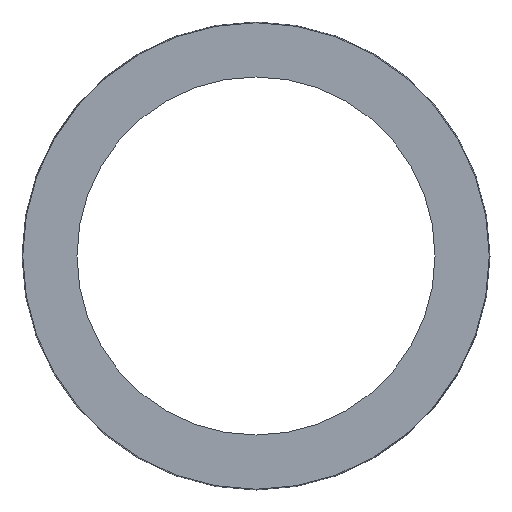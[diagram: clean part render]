
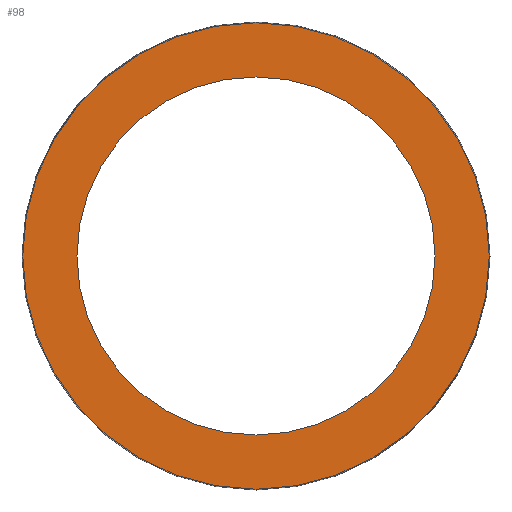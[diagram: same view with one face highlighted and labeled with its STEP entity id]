
A CAD part, front view. The second image highlights one B-rep face of the part: STEP entity #98.
In plain terms, the highlighted planar face has unit normal (0, -1, 0).
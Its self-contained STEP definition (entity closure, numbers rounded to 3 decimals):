
#3 = VERTEX_POINT ( 'NONE', #169 ) ;
#5 = EDGE_CURVE ( 'NONE', #72, #91, #45, .T. ) ;
#10 = DIRECTION ( 'NONE',  ( 0., -1., 0. ) ) ;
#11 = CARTESIAN_POINT ( 'NONE',  ( 0., 0., -22.15 ) ) ;
#15 = CIRCLE ( 'NONE', #131, 17. ) ;
#25 = FACE_BOUND ( 'NONE', #26, .T. ) ;
#26 = EDGE_LOOP ( 'NONE', ( #147, #128 ) ) ;
#27 = DIRECTION ( 'NONE',  ( 0., 0., -1. ) ) ;
#29 = DIRECTION ( 'NONE',  ( 0., -1., 0. ) ) ;
#30 = EDGE_CURVE ( 'NONE', #91, #72, #137, .T. ) ;
#31 = DIRECTION ( 'NONE',  ( 0., 0., -1. ) ) ;
#35 = DIRECTION ( 'NONE',  ( 0., 1., 0. ) ) ;
#45 = CIRCLE ( 'NONE', #155, 22.15 ) ;
#50 = DIRECTION ( 'NONE',  ( 0., 0., -1. ) ) ;
#51 = CARTESIAN_POINT ( 'NONE',  ( 0., 0., 17. ) ) ;
#65 = EDGE_CURVE ( 'NONE', #3, #222, #112, .T. ) ;
#66 = CARTESIAN_POINT ( 'NONE',  ( 0., 0., 0. ) ) ;
#70 = DIRECTION ( 'NONE',  ( 0., 0., 1. ) ) ;
#72 = VERTEX_POINT ( 'NONE', #224 ) ;
#78 = EDGE_CURVE ( 'NONE', #222, #3, #15, .T. ) ;
#91 = VERTEX_POINT ( 'NONE', #11 ) ;
#94 = AXIS2_PLACEMENT_3D ( 'NONE', #102, #29, #31 ) ;
#98 = ADVANCED_FACE ( 'NONE', ( #25, #245 ), #223, .F. ) ;
#102 = CARTESIAN_POINT ( 'NONE',  ( 0., 0., 0. ) ) ;
#112 = CIRCLE ( 'NONE', #138, 17. ) ;
#120 = ORIENTED_EDGE ( 'NONE', *, *, #30, .T. ) ;
#128 = ORIENTED_EDGE ( 'NONE', *, *, #78, .F. ) ;
#130 = CARTESIAN_POINT ( 'NONE',  ( -22.15, 0., 0. ) ) ;
#131 = AXIS2_PLACEMENT_3D ( 'NONE', #204, #171, #210 ) ;
#137 = CIRCLE ( 'NONE', #94, 22.15 ) ;
#138 = AXIS2_PLACEMENT_3D ( 'NONE', #226, #144, #50 ) ;
#144 = DIRECTION ( 'NONE',  ( 0., -1., 0. ) ) ;
#145 = AXIS2_PLACEMENT_3D ( 'NONE', #130, #35, #70 ) ;
#147 = ORIENTED_EDGE ( 'NONE', *, *, #65, .F. ) ;
#155 = AXIS2_PLACEMENT_3D ( 'NONE', #66, #10, #27 ) ;
#169 = CARTESIAN_POINT ( 'NONE',  ( 0., 0., -17. ) ) ;
#170 = EDGE_LOOP ( 'NONE', ( #179, #120 ) ) ;
#171 = DIRECTION ( 'NONE',  ( 0., -1., 0. ) ) ;
#179 = ORIENTED_EDGE ( 'NONE', *, *, #5, .T. ) ;
#204 = CARTESIAN_POINT ( 'NONE',  ( 0., 0., 0. ) ) ;
#210 = DIRECTION ( 'NONE',  ( 0., 0., -1. ) ) ;
#222 = VERTEX_POINT ( 'NONE', #51 ) ;
#223 = PLANE ( 'NONE',  #145 ) ;
#224 = CARTESIAN_POINT ( 'NONE',  ( 0., 0., 22.15 ) ) ;
#226 = CARTESIAN_POINT ( 'NONE',  ( 0., 0., 0. ) ) ;
#245 = FACE_OUTER_BOUND ( 'NONE', #170, .T. ) ;
